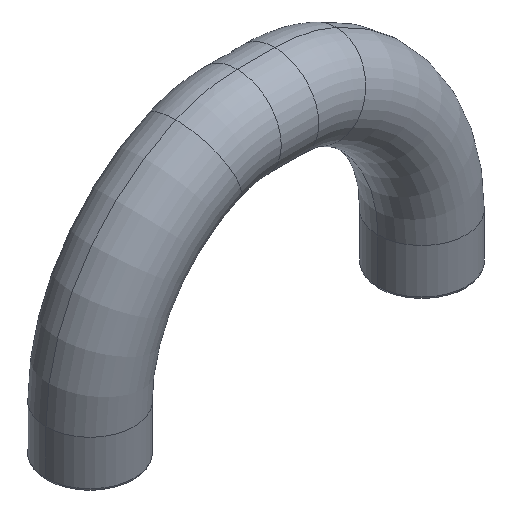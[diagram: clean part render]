
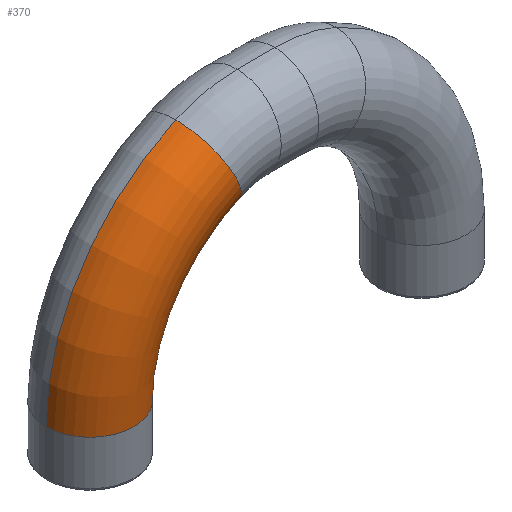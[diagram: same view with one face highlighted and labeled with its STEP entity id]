
A CAD part, isometric view. The second image highlights one B-rep face of the part: STEP entity #370.
In plain terms, the highlighted toroidal (fillet/blend) face has major radius 19.05 mm and minor radius 4.763 mm.
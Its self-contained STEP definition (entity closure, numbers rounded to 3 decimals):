
#119=CARTESIAN_POINT('POINT7',(4.763,0.,
   5.08));
#120=VERTEX_POINT('VERTEX7',#119);
#138=CARTESIAN_POINT('POINT10',(-4.763,0.,5.08));
#139=VERTEX_POINT('VERTEX10',#138);
#170=CARTESIAN_POINT('POS21',(0.,0.,5.08));
#171=DIRECTION('DIR37',(0.,0.,-1.));
#172=DIRECTION('DIR38',(-1.,0.,0.));
#173=AXIS2_PLACEMENT_3D('AXIS17',#170,#171,#172);
#174=CIRCLE('ELLIPSE12',#173,4.763);
#175=EDGE_CURVE('EDGE16',#120,#139,#174,.T.);
#319=CARTESIAN_POINT('POINT17',(13.192,0.,
   18.111));
#320=VERTEX_POINT('VERTEX17',#319);
#321=CARTESIAN_POINT('POS38',(19.05,0.,
   5.08));
#322=DIRECTION('DIR71',(0.,-1.,0.));
#323=DIRECTION('DIR72',(-0.41,0.,
   0.912));
#324=AXIS2_PLACEMENT_3D('AXIS34',#321,#322,#323);
#325=CIRCLE('ELLIPSE23',#324,14.288);
#326=EDGE_CURVE('EDGE27',#320,#120,#325,.T.);
#329=CARTESIAN_POINT('POINT18',(9.287,
   0.,26.799));
#330=VERTEX_POINT('VERTEX18',#329);
#331=CARTESIAN_POINT('POS39',(19.05,0.,5.08
   ));
#332=DIRECTION('DIR73',(0.,-1.,0.));
#333=DIRECTION('DIR74',(-0.41,0.,
   0.912));
#334=AXIS2_PLACEMENT_3D('AXIS35',#331,#332,#333);
#335=CIRCLE('ELLIPSE24',#334,23.813);
#336=EDGE_CURVE('EDGE28',#330,#139,#335,.T.);
#353=ORIENTED_EDGE('COEDGE49',*,*,#336,.T.);
#354=ORIENTED_EDGE('COEDGE50',*,*,#175,.F.);
#355=ORIENTED_EDGE('COEDGE51',*,*,#326,.F.);
#356=CARTESIAN_POINT('POS42',(11.24,0.,
   22.455));
#357=DIRECTION('DIR79',(-0.912,0.,-0.41));
#358=DIRECTION('DIR80',(-0.41,0.,0.912));
#359=AXIS2_PLACEMENT_3D('AXIS38',#356,#357,#358);
#360=CIRCLE('ELLIPSE26',#359,4.763);
#361=EDGE_CURVE('EDGE30',#320,#330,#360,.T.);
#362=ORIENTED_EDGE('COEDGE52',*,*,#361,.T.);
#363=EDGE_LOOP('NONE',(#353,#354,#355,#362));
#364=FACE_BOUND('LOOP1',#363,.T.);
#365=CARTESIAN_POINT('POS43',(19.05,0.,5.08));
#366=DIRECTION('DIR81',(0.,-1.,0.));
#367=DIRECTION('DIR82',(0.41,0.,
   -0.912));
#368=AXIS2_PLACEMENT_3D('AXIS39',#365,#366,#367);
#369=TOROIDAL_SURFACE('TORUS8',#368,19.05,4.763);
#370=ADVANCED_FACE('FACE13',(#364),#369,.T.);
